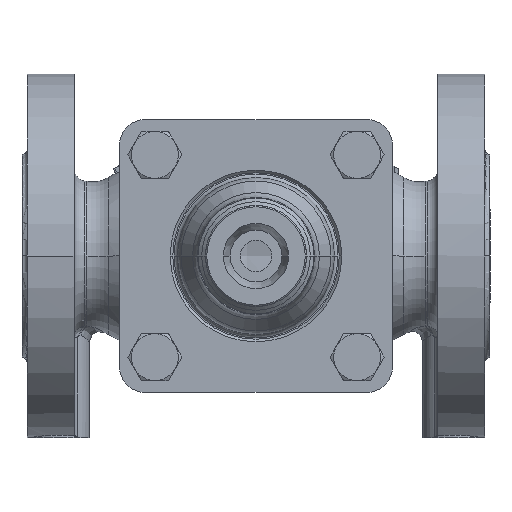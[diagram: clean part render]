
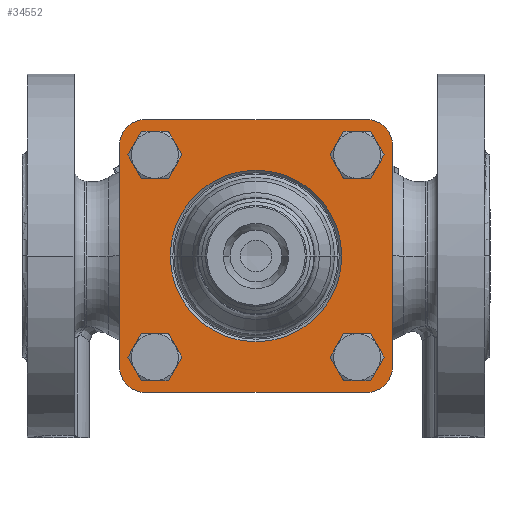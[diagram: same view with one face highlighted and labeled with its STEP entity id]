
A CAD part, front view. The second image highlights one B-rep face of the part: STEP entity #34552.
In plain terms, the highlighted planar face has unit normal (0, -1, 0).
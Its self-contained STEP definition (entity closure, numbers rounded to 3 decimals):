
#34103=CARTESIAN_POINT('',(-42.5,0.,42.5));
#34104=DIRECTION('',(0.,-1.,0.));
#34105=DIRECTION('',(0.,0.,1.));
#34106=AXIS2_PLACEMENT_3D('',#34103,#34104,#34105);
#34108=DIRECTION('',(1.,0.,0.));
#34109=VECTOR('',#34108,85.);
#34110=CARTESIAN_POINT('',(-42.5,0.,52.5));
#34111=LINE('',#34110,#34109);
#34112=CARTESIAN_POINT('',(42.5,0.,42.5));
#34113=DIRECTION('',(0.,-1.,0.));
#34114=DIRECTION('',(1.,0.,0.));
#34115=AXIS2_PLACEMENT_3D('',#34112,#34113,#34114);
#34117=DIRECTION('',(0.,0.,-1.));
#34118=VECTOR('',#34117,85.);
#34119=CARTESIAN_POINT('',(52.5,0.,42.5));
#34120=LINE('',#34119,#34118);
#34121=CARTESIAN_POINT('',(42.5,0.,-42.5));
#34122=DIRECTION('',(0.,-1.,0.));
#34123=DIRECTION('',(0.,0.,-1.));
#34124=AXIS2_PLACEMENT_3D('',#34121,#34122,#34123);
#34126=DIRECTION('',(-1.,0.,0.));
#34127=VECTOR('',#34126,85.);
#34128=CARTESIAN_POINT('',(42.5,0.,-52.5));
#34129=LINE('',#34128,#34127);
#34130=CARTESIAN_POINT('',(-42.5,0.,-42.5));
#34131=DIRECTION('',(0.,-1.,0.));
#34132=DIRECTION('',(-1.,0.,0.));
#34133=AXIS2_PLACEMENT_3D('',#34130,#34131,#34132);
#34135=DIRECTION('',(0.,0.,1.));
#34136=VECTOR('',#34135,85.);
#34137=CARTESIAN_POINT('',(-52.5,0.,-42.5));
#34138=LINE('',#34137,#34136);
#34139=CARTESIAN_POINT('',(0.,0.,
0.));
#34140=DIRECTION('',(0.,1.,0.));
#34141=DIRECTION('',(1.,0.,0.));
#34142=AXIS2_PLACEMENT_3D('',#34139,#34140,#34141);
#34144=CARTESIAN_POINT('',(0.,0.,
0.));
#34145=DIRECTION('',(0.,1.,0.));
#34146=DIRECTION('',(-1.,0.,0.));
#34147=AXIS2_PLACEMENT_3D('',#34144,#34145,#34146);
#34149=CARTESIAN_POINT('',(-38.891,0.,38.891));
#34150=DIRECTION('',(0.,-1.,0.));
#34151=DIRECTION('',(1.,0.,0.));
#34152=AXIS2_PLACEMENT_3D('',#34149,#34150,#34151);
#34154=CARTESIAN_POINT('',(-38.891,0.,38.891));
#34155=DIRECTION('',(0.,-1.,0.));
#34156=DIRECTION('',(-1.,0.,0.));
#34157=AXIS2_PLACEMENT_3D('',#34154,#34155,#34156);
#34159=CARTESIAN_POINT('',(38.891,0.,38.891));
#34160=DIRECTION('',(0.,-1.,0.));
#34161=DIRECTION('',(1.,0.,0.));
#34162=AXIS2_PLACEMENT_3D('',#34159,#34160,#34161);
#34164=CARTESIAN_POINT('',(38.891,0.,38.891));
#34165=DIRECTION('',(0.,-1.,0.));
#34166=DIRECTION('',(-1.,0.,0.));
#34167=AXIS2_PLACEMENT_3D('',#34164,#34165,#34166);
#34169=CARTESIAN_POINT('',(38.891,0.,-38.891));
#34170=DIRECTION('',(0.,-1.,0.));
#34171=DIRECTION('',(1.,0.,0.));
#34172=AXIS2_PLACEMENT_3D('',#34169,#34170,#34171);
#34174=CARTESIAN_POINT('',(38.891,0.,-38.891));
#34175=DIRECTION('',(0.,-1.,0.));
#34176=DIRECTION('',(-1.,0.,0.));
#34177=AXIS2_PLACEMENT_3D('',#34174,#34175,#34176);
#34179=CARTESIAN_POINT('',(-38.891,0.,-38.891));
#34180=DIRECTION('',(0.,-1.,0.));
#34181=DIRECTION('',(1.,0.,0.));
#34182=AXIS2_PLACEMENT_3D('',#34179,#34180,#34181);
#34184=CARTESIAN_POINT('',(-38.891,0.,-38.891));
#34185=DIRECTION('',(0.,-1.,0.));
#34186=DIRECTION('',(-1.,0.,0.));
#34187=AXIS2_PLACEMENT_3D('',#34184,#34185,#34186);
#34419=CARTESIAN_POINT('',(-42.5,0.,52.5));
#34420=CARTESIAN_POINT('',(-52.5,0.,42.5));
#34421=VERTEX_POINT('',#34419);
#34422=VERTEX_POINT('',#34420);
#34427=CARTESIAN_POINT('',(52.5,0.,42.5));
#34428=CARTESIAN_POINT('',(42.5,0.,52.5));
#34429=VERTEX_POINT('',#34427);
#34430=VERTEX_POINT('',#34428);
#34435=CARTESIAN_POINT('',(42.5,0.,-52.5));
#34436=CARTESIAN_POINT('',(52.5,0.,-42.5));
#34437=VERTEX_POINT('',#34435);
#34438=VERTEX_POINT('',#34436);
#34443=CARTESIAN_POINT('',(-52.5,0.,-42.5));
#34444=CARTESIAN_POINT('',(-42.5,0.,-52.5));
#34445=VERTEX_POINT('',#34443);
#34446=VERTEX_POINT('',#34444);
#34459=CARTESIAN_POINT('',(33.,0.,0.));
#34460=CARTESIAN_POINT('',(-33.,0.,
0.));
#34461=VERTEX_POINT('',#34459);
#34462=VERTEX_POINT('',#34460);
#34467=CARTESIAN_POINT('',(-31.891,0.,38.891));
#34468=CARTESIAN_POINT('',(-45.891,0.,38.891));
#34469=VERTEX_POINT('',#34467);
#34470=VERTEX_POINT('',#34468);
#34475=CARTESIAN_POINT('',(45.891,0.,38.891));
#34476=CARTESIAN_POINT('',(31.891,0.,38.891));
#34477=VERTEX_POINT('',#34475);
#34478=VERTEX_POINT('',#34476);
#34483=CARTESIAN_POINT('',(45.891,0.,-38.891));
#34484=CARTESIAN_POINT('',(31.891,0.,-38.891));
#34485=VERTEX_POINT('',#34483);
#34486=VERTEX_POINT('',#34484);
#34491=CARTESIAN_POINT('',(-31.891,0.,-38.891));
#34492=CARTESIAN_POINT('',(-45.891,0.,-38.891));
#34493=VERTEX_POINT('',#34491);
#34494=VERTEX_POINT('',#34492);
#34499=CARTESIAN_POINT('',(0.,0.,0.));
#34500=DIRECTION('',(0.,1.,0.));
#34501=DIRECTION('',(1.,0.,0.));
#34502=AXIS2_PLACEMENT_3D('',#34499,#34500,#34501);
#34503=PLANE('',#34502);
#34505=ORIENTED_EDGE('',*,*,#34504,.F.);
#34507=ORIENTED_EDGE('',*,*,#34506,.T.);
#34509=ORIENTED_EDGE('',*,*,#34508,.F.);
#34511=ORIENTED_EDGE('',*,*,#34510,.T.);
#34513=ORIENTED_EDGE('',*,*,#34512,.F.);
#34515=ORIENTED_EDGE('',*,*,#34514,.T.);
#34517=ORIENTED_EDGE('',*,*,#34516,.F.);
#34519=ORIENTED_EDGE('',*,*,#34518,.T.);
#34520=EDGE_LOOP('',(#34505,#34507,#34509,#34511,#34513,#34515,#34517,#34519));
#34521=FACE_OUTER_BOUND('',#34520,.F.);
#34523=ORIENTED_EDGE('',*,*,#34522,.F.);
#34525=ORIENTED_EDGE('',*,*,#34524,.F.);
#34526=EDGE_LOOP('',(#34523,#34525));
#34527=FACE_BOUND('',#34526,.F.);
#34529=ORIENTED_EDGE('',*,*,#34528,.T.);
#34531=ORIENTED_EDGE('',*,*,#34530,.T.);
#34532=EDGE_LOOP('',(#34529,#34531));
#34533=FACE_BOUND('',#34532,.F.);
#34535=ORIENTED_EDGE('',*,*,#34534,.T.);
#34537=ORIENTED_EDGE('',*,*,#34536,.T.);
#34538=EDGE_LOOP('',(#34535,#34537));
#34539=FACE_BOUND('',#34538,.F.);
#34541=ORIENTED_EDGE('',*,*,#34540,.T.);
#34543=ORIENTED_EDGE('',*,*,#34542,.T.);
#34544=EDGE_LOOP('',(#34541,#34543));
#34545=FACE_BOUND('',#34544,.F.);
#34547=ORIENTED_EDGE('',*,*,#34546,.T.);
#34549=ORIENTED_EDGE('',*,*,#34548,.T.);
#34550=EDGE_LOOP('',(#34547,#34549));
#34551=FACE_BOUND('',#34550,.F.);
#34552=ADVANCED_FACE('',(#34521,#34527,#34533,#34539,#34545,#34551),#34503,.F.);
#34107=CIRCLE('',#34106,10.);
#34116=CIRCLE('',#34115,10.);
#34125=CIRCLE('',#34124,10.);
#34134=CIRCLE('',#34133,10.);
#34143=CIRCLE('',#34142,33.);
#34148=CIRCLE('',#34147,33.);
#34153=CIRCLE('',#34152,7.);
#34158=CIRCLE('',#34157,7.);
#34163=CIRCLE('',#34162,7.);
#34168=CIRCLE('',#34167,7.);
#34173=CIRCLE('',#34172,7.);
#34178=CIRCLE('',#34177,7.);
#34183=CIRCLE('',#34182,7.);
#34188=CIRCLE('',#34187,7.);
#34504=EDGE_CURVE('',#34421,#34422,#34107,.T.);
#34506=EDGE_CURVE('',#34421,#34430,#34111,.T.);
#34508=EDGE_CURVE('',#34429,#34430,#34116,.T.);
#34510=EDGE_CURVE('',#34429,#34438,#34120,.T.);
#34512=EDGE_CURVE('',#34437,#34438,#34125,.T.);
#34514=EDGE_CURVE('',#34437,#34446,#34129,.T.);
#34516=EDGE_CURVE('',#34445,#34446,#34134,.T.);
#34518=EDGE_CURVE('',#34445,#34422,#34138,.T.);
#34522=EDGE_CURVE('',#34461,#34462,#34143,.T.);
#34524=EDGE_CURVE('',#34462,#34461,#34148,.T.);
#34528=EDGE_CURVE('',#34469,#34470,#34153,.T.);
#34530=EDGE_CURVE('',#34470,#34469,#34158,.T.);
#34534=EDGE_CURVE('',#34477,#34478,#34163,.T.);
#34536=EDGE_CURVE('',#34478,#34477,#34168,.T.);
#34540=EDGE_CURVE('',#34485,#34486,#34173,.T.);
#34542=EDGE_CURVE('',#34486,#34485,#34178,.T.);
#34546=EDGE_CURVE('',#34493,#34494,#34183,.T.);
#34548=EDGE_CURVE('',#34494,#34493,#34188,.T.);
